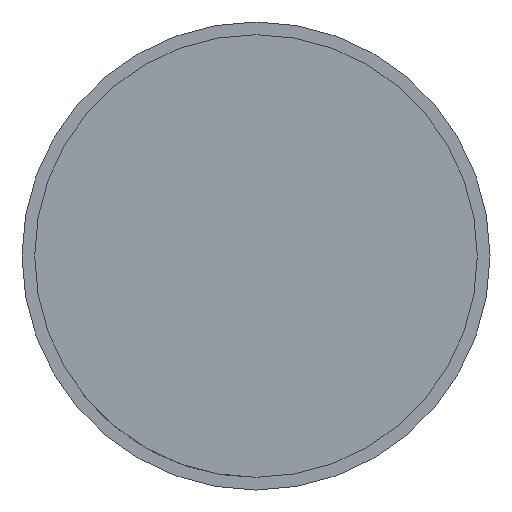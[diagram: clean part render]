
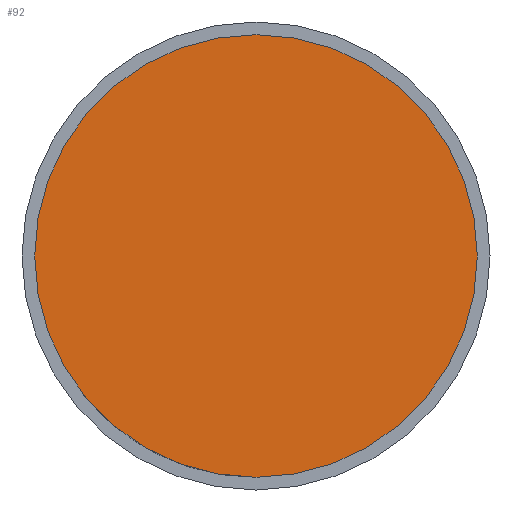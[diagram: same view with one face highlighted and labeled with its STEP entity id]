
A CAD part, left-side view. The second image highlights one B-rep face of the part: STEP entity #92.
In plain terms, the highlighted planar face has unit normal (-1, 0, 0).
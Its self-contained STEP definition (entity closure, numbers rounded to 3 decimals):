
#92=ADVANCED_FACE('',(#136),#120,.F.);
#120=PLANE('',#436);
#136=FACE_OUTER_BOUND('',#170,.T.);
#170=EDGE_LOOP('',(#254));
#219=CIRCLE('',#434,17.4);
#254=ORIENTED_EDGE('',*,*,#362,.F.);
#328=VERTEX_POINT('',#644);
#362=EDGE_CURVE('',#328,#328,#219,.T.);
#434=AXIS2_PLACEMENT_3D('',#643,#517,#518);
#436=AXIS2_PLACEMENT_3D('',#646,#521,#522);
#517=DIRECTION('',(1.,0.,0.));
#518=DIRECTION('',(0.,0.,-1.));
#521=DIRECTION('',(1.,0.,0.));
#522=DIRECTION('',(0.,0.,-1.));
#643=CARTESIAN_POINT('',(-15.4,0.,0.));
#644=CARTESIAN_POINT('',(-15.4,0.,-17.4));
#646=CARTESIAN_POINT('',(-15.4,0.,0.));
